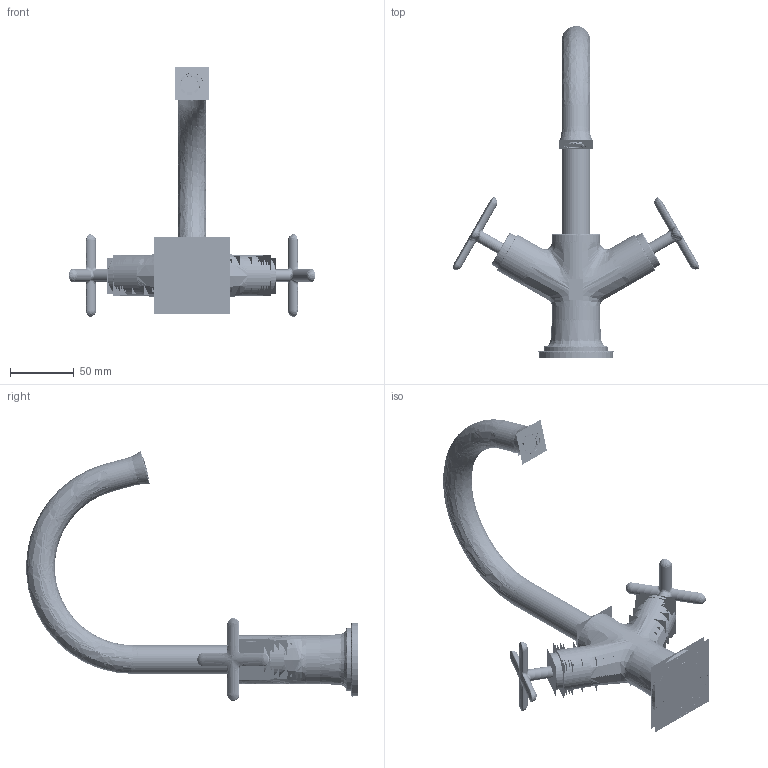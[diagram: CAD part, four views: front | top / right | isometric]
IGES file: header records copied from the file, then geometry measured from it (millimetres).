
Start section:  PTC IGES file: a42884_asm.igs
Global section: file name: a42884_asm.igs; native system: Creo Parametric by PTC Inc.; preprocessor: 2018300; author: yasemin.dundar; organization: Unknown; date: 20220824.112724; units: millimetre
Bounding box: 193.35 x 260.52 x 196.19 mm (x, y, z)
Surface area: 401812.8 mm2 (no closed solid volume)
Topology: 0 solids, 0 shells, 3046 faces, 47874 edges, 62449 vertices
Faces by surface type: revolution 1566, bspline 1472, extrusion 8
